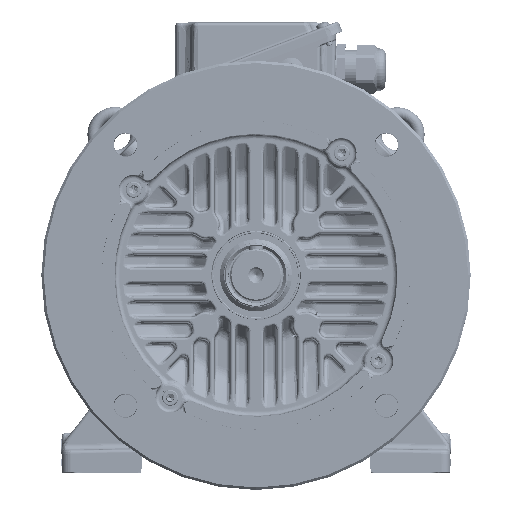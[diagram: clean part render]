
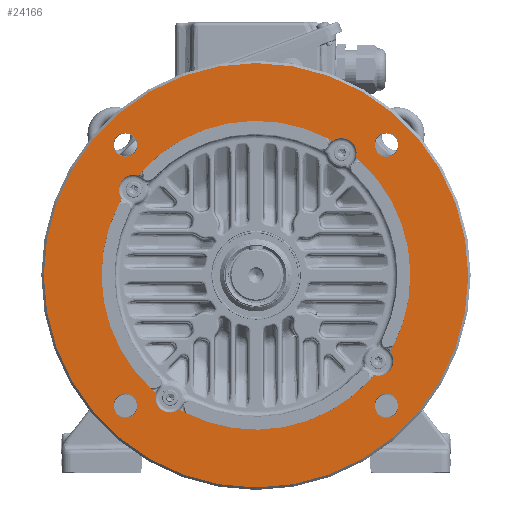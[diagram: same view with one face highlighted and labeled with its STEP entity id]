
A CAD part, top view. The second image highlights one B-rep face of the part: STEP entity #24166.
In plain terms, the highlighted planar face has unit normal (0, 0, 1).
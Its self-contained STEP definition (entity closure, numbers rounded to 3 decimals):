
#23423=FACE_BOUND('',#38761,.T.);
#23424=FACE_BOUND('',#38762,.T.);
#23425=FACE_BOUND('',#38763,.T.);
#23426=FACE_BOUND('',#38764,.T.);
#23427=FACE_BOUND('',#38765,.T.);
#23428=FACE_BOUND('',#38766,.T.);
#24166=ADVANCED_FACE('',(#23423,#23424,#23425,#23426,#23427,#23428),#30915,
 .T.);
#30915=PLANE('',#114013);
#38761=EDGE_LOOP('',(#46255));
#38762=EDGE_LOOP('',(#46256,#46257,#46258,#46259,#46260,#46261,#46262,#46263,
#46264,#46265,#46266,#46267));
#38763=EDGE_LOOP('',(#46268));
#38764=EDGE_LOOP('',(#46269));
#38765=EDGE_LOOP('',(#46270));
#38766=EDGE_LOOP('',(#46271));
#46255=ORIENTED_EDGE('',*,*,#89721,.F.);
#46256=ORIENTED_EDGE('',*,*,#89722,.T.);
#46257=ORIENTED_EDGE('',*,*,#89723,.F.);
#46258=ORIENTED_EDGE('',*,*,#89724,.F.);
#46259=ORIENTED_EDGE('',*,*,#89693,.T.);
#46260=ORIENTED_EDGE('',*,*,#89725,.F.);
#46261=ORIENTED_EDGE('',*,*,#89726,.F.);
#46262=ORIENTED_EDGE('',*,*,#89675,.T.);
#46263=ORIENTED_EDGE('',*,*,#89727,.F.);
#46264=ORIENTED_EDGE('',*,*,#89728,.F.);
#46265=ORIENTED_EDGE('',*,*,#89711,.T.);
#46266=ORIENTED_EDGE('',*,*,#89729,.F.);
#46267=ORIENTED_EDGE('',*,*,#89730,.F.);
#46268=ORIENTED_EDGE('',*,*,#89731,.T.);
#46269=ORIENTED_EDGE('',*,*,#89732,.T.);
#46270=ORIENTED_EDGE('',*,*,#89733,.T.);
#46271=ORIENTED_EDGE('',*,*,#89734,.T.);
#78339=VERTEX_POINT('',#153555);
#78340=VERTEX_POINT('',#153556);
#78355=VERTEX_POINT('',#153681);
#78356=VERTEX_POINT('',#153682);
#78371=VERTEX_POINT('',#153822);
#78372=VERTEX_POINT('',#153823);
#78381=VERTEX_POINT('',#153906);
#78382=VERTEX_POINT('',#153908);
#78383=VERTEX_POINT('',#153909);
#78384=VERTEX_POINT('',#153911);
#78385=VERTEX_POINT('',#153914);
#78386=VERTEX_POINT('',#153917);
#78387=VERTEX_POINT('',#153920);
#78388=VERTEX_POINT('',#153923);
#78389=VERTEX_POINT('',#153925);
#78390=VERTEX_POINT('',#153927);
#78391=VERTEX_POINT('',#153929);
#89675=EDGE_CURVE('',#78339,#78340,#107710,.T.);
#89693=EDGE_CURVE('',#78355,#78356,#107715,.T.);
#89711=EDGE_CURVE('',#78371,#78372,#107719,.T.);
#89721=EDGE_CURVE('',#78381,#78381,#107723,.T.);
#89722=EDGE_CURVE('',#78382,#78383,#107724,.T.);
#89723=EDGE_CURVE('',#78384,#78383,#107725,.T.);
#89724=EDGE_CURVE('',#78355,#78384,#107726,.T.);
#89725=EDGE_CURVE('',#78385,#78356,#107727,.T.);
#89726=EDGE_CURVE('',#78339,#78385,#107728,.T.);
#89727=EDGE_CURVE('',#78386,#78340,#107729,.T.);
#89728=EDGE_CURVE('',#78371,#78386,#107730,.T.);
#89729=EDGE_CURVE('',#78387,#78372,#107731,.T.);
#89730=EDGE_CURVE('',#78382,#78387,#107732,.T.);
#89731=EDGE_CURVE('',#78388,#78388,#107733,.T.);
#89732=EDGE_CURVE('',#78389,#78389,#107734,.T.);
#89733=EDGE_CURVE('',#78390,#78390,#107735,.T.);
#89734=EDGE_CURVE('',#78391,#78391,#107736,.T.);
#107710=CIRCLE('',#113981,125.5);
#107715=CIRCLE('',#113988,125.5);
#107719=CIRCLE('',#113994,125.5);
#107723=CIRCLE('',#113999,172.5);
#107724=CIRCLE('',#114000,125.5);
#107725=CIRCLE('',#114001,12.038);
#107726=CIRCLE('',#114002,12.038);
#107727=CIRCLE('',#114003,12.038);
#107728=CIRCLE('',#114004,12.038);
#107729=CIRCLE('',#114005,12.038);
#107730=CIRCLE('',#114006,12.038);
#107731=CIRCLE('',#114007,12.038);
#107732=CIRCLE('',#114008,12.038);
#107733=CIRCLE('',#114009,9.739);
#107734=CIRCLE('',#114010,9.739);
#107735=CIRCLE('',#114011,9.739);
#107736=CIRCLE('',#114012,9.739);
#113981=AXIS2_PLACEMENT_3D('',#153554,#125646,#125647);
#113988=AXIS2_PLACEMENT_3D('',#153680,#125660,#125661);
#113994=AXIS2_PLACEMENT_3D('',#153821,#125672,#125673);
#113999=AXIS2_PLACEMENT_3D('',#153905,#125682,#125683);
#114000=AXIS2_PLACEMENT_3D('',#153907,#125684,#125685);
#114001=AXIS2_PLACEMENT_3D('',#153910,#125686,#125687);
#114002=AXIS2_PLACEMENT_3D('',#153912,#125688,#125689);
#114003=AXIS2_PLACEMENT_3D('',#153913,#125690,#125691);
#114004=AXIS2_PLACEMENT_3D('',#153915,#125692,#125693);
#114005=AXIS2_PLACEMENT_3D('',#153916,#125694,#125695);
#114006=AXIS2_PLACEMENT_3D('',#153918,#125696,#125697);
#114007=AXIS2_PLACEMENT_3D('',#153919,#125698,#125699);
#114008=AXIS2_PLACEMENT_3D('',#153921,#125700,#125701);
#114009=AXIS2_PLACEMENT_3D('',#153922,#125702,#125703);
#114010=AXIS2_PLACEMENT_3D('',#153924,#125704,#125705);
#114011=AXIS2_PLACEMENT_3D('',#153926,#125706,#125707);
#114012=AXIS2_PLACEMENT_3D('',#153928,#125708,#125709);
#114013=AXIS2_PLACEMENT_3D('',#153930,#125710,#125711);
#125646=DIRECTION('',(0.,0.,-1.));
#125647=DIRECTION('',(1.,0.,0.));
#125660=DIRECTION('',(0.,0.,-1.));
#125661=DIRECTION('',(1.,0.,0.));
#125672=DIRECTION('',(0.,0.,-1.));
#125673=DIRECTION('',(1.,0.,0.));
#125682=DIRECTION('',(0.,0.,-1.));
#125683=DIRECTION('',(1.,0.,0.));
#125684=DIRECTION('',(0.,0.,-1.));
#125685=DIRECTION('',(1.,0.,0.));
#125686=DIRECTION('',(0.,0.,1.));
#125687=DIRECTION('',(-1.,0.,0.));
#125688=DIRECTION('',(0.,0.,1.));
#125689=DIRECTION('',(-1.,0.,0.));
#125690=DIRECTION('',(0.,0.,1.));
#125691=DIRECTION('',(-1.,0.,0.));
#125692=DIRECTION('',(0.,0.,1.));
#125693=DIRECTION('',(-1.,0.,0.));
#125694=DIRECTION('',(0.,0.,1.));
#125695=DIRECTION('',(-1.,0.,0.));
#125696=DIRECTION('',(0.,0.,1.));
#125697=DIRECTION('',(-1.,0.,0.));
#125698=DIRECTION('',(0.,0.,1.));
#125699=DIRECTION('',(-1.,0.,0.));
#125700=DIRECTION('',(0.,0.,1.));
#125701=DIRECTION('',(-1.,0.,0.));
#125702=DIRECTION('',(0.,0.,-1.));
#125703=DIRECTION('',(1.,0.,0.));
#125704=DIRECTION('',(0.,0.,-1.));
#125705=DIRECTION('',(1.,0.,0.));
#125706=DIRECTION('',(0.,0.,-1.));
#125707=DIRECTION('',(1.,0.,0.));
#125708=DIRECTION('',(0.,0.,-1.));
#125709=DIRECTION('',(1.,0.,0.));
#125710=DIRECTION('',(0.,0.,1.));
#125711=DIRECTION('',(1.,0.,0.));
#153554=CARTESIAN_POINT('',(0.,0.,1.));
#153555=CARTESIAN_POINT('',(-95.757,81.122,1.));
#153556=CARTESIAN_POINT('',(62.237,108.981,1.));
#153680=CARTESIAN_POINT('',(0.,0.,1.));
#153681=CARTESIAN_POINT('',(-81.122,-95.757,1.));
#153682=CARTESIAN_POINT('',(-108.981,62.237,1.));
#153821=CARTESIAN_POINT('',(0.,0.,1.));
#153822=CARTESIAN_POINT('',(81.122,95.757,1.));
#153823=CARTESIAN_POINT('',(108.981,-62.237,1.));
#153905=CARTESIAN_POINT('',(0.,0.,1.));
#153906=CARTESIAN_POINT('',(172.5,0.,1.));
#153907=CARTESIAN_POINT('',(0.,0.,1.));
#153908=CARTESIAN_POINT('',(95.757,-81.122,1.));
#153909=CARTESIAN_POINT('',(-62.237,-108.981,1.));
#153910=CARTESIAN_POINT('',(-69.69,-99.527,1.));
#153911=CARTESIAN_POINT('',(-76.595,-109.388,1.));
#153912=CARTESIAN_POINT('',(-69.69,-99.527,1.));
#153913=CARTESIAN_POINT('',(-99.527,69.69,1.));
#153914=CARTESIAN_POINT('',(-109.388,76.595,1.));
#153915=CARTESIAN_POINT('',(-99.527,69.69,1.));
#153916=CARTESIAN_POINT('',(69.69,99.527,1.));
#153917=CARTESIAN_POINT('',(76.595,109.388,1.));
#153918=CARTESIAN_POINT('',(69.69,99.527,1.));
#153919=CARTESIAN_POINT('',(99.527,-69.69,1.));
#153920=CARTESIAN_POINT('',(109.388,-76.595,1.));
#153921=CARTESIAN_POINT('',(99.527,-69.69,1.));
#153922=CARTESIAN_POINT('',(106.066,106.066,1.));
#153923=CARTESIAN_POINT('',(115.805,106.066,1.));
#153924=CARTESIAN_POINT('',(106.066,-106.066,1.));
#153925=CARTESIAN_POINT('',(115.805,-106.066,1.));
#153926=CARTESIAN_POINT('',(-106.066,-106.066,1.));
#153927=CARTESIAN_POINT('',(-96.327,-106.066,1.));
#153928=CARTESIAN_POINT('',(-106.066,106.066,1.));
#153929=CARTESIAN_POINT('',(-96.327,106.066,1.));
#153930=CARTESIAN_POINT('',(0.,125.5,1.));
